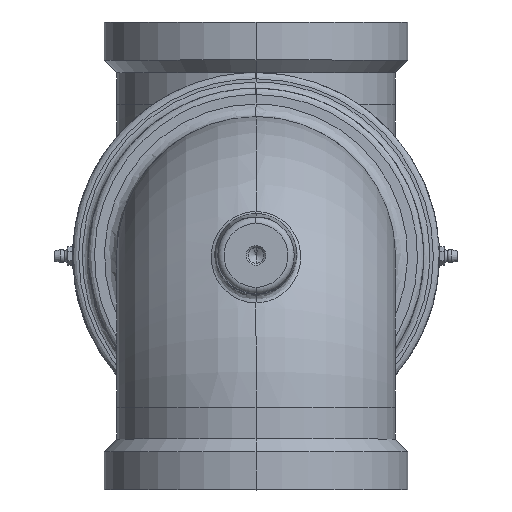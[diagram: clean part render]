
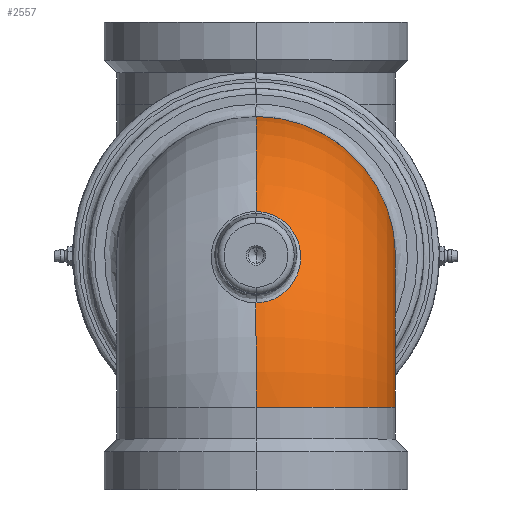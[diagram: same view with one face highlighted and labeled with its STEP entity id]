
A CAD part, top view. The second image highlights one B-rep face of the part: STEP entity #2557.
In plain terms, the highlighted toroidal (fillet/blend) face has major radius 76.2 mm and minor radius 69.85 mm.
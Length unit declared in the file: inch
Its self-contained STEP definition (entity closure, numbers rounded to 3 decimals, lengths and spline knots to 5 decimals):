
#37=CARTESIAN_POINT('',(0.,-3.,2.25));
#38=DIRECTION('',(-1.,0.,0.));
#39=DIRECTION('',(0.,0.673,0.74));
#40=AXIS2_PLACEMENT_3D('',#37,#38,#39);
#42=CARTESIAN_POINT('',(0.,-3.,5.25));
#43=DIRECTION('',(0.,1.,0.));
#44=DIRECTION('',(0.,0.,1.));
#45=AXIS2_PLACEMENT_3D('',#42,#43,#44);
#47=CARTESIAN_POINT('',(0.,-3.,2.25));
#48=DIRECTION('',(-1.,0.,0.));
#49=DIRECTION('',(0.,0.,1.));
#50=AXIS2_PLACEMENT_3D('',#47,#48,#49);
#52=CARTESIAN_POINT('',(0.,-0.93723,
7.61726));
#53=CARTESIAN_POINT('',(0.05008,-0.93722,7.61726));
#54=CARTESIAN_POINT('',(0.1503,-0.92867,7.61108));
#55=CARTESIAN_POINT('',(0.30241,-0.88787,7.58173));
#56=CARTESIAN_POINT('',(0.44984,-0.81753,7.53139));
#57=CARTESIAN_POINT('',(0.58854,-0.71557,7.4591));
#58=CARTESIAN_POINT('',(0.7111,-0.58114,7.36516));
#59=CARTESIAN_POINT('',(0.8084,-0.41664,7.25264));
#60=CARTESIAN_POINT('',(0.87095,-0.22824,7.12762));
#61=CARTESIAN_POINT('',(0.8915,-0.03203,7.00239));
#62=CARTESIAN_POINT('',(0.87125,0.15866,6.88604));
#63=CARTESIAN_POINT('',(0.81418,0.33616,6.78281));
#64=CARTESIAN_POINT('',(0.7257,0.49344,6.69562));
#65=CARTESIAN_POINT('',(0.61166,0.62643,6.6251));
#66=CARTESIAN_POINT('',(0.47658,0.73296,6.57075));
#67=CARTESIAN_POINT('',(0.32639,0.81034,6.53246));
#68=CARTESIAN_POINT('',(0.16537,0.8574,6.50966));
#69=CARTESIAN_POINT('',(0.0557,0.86787,6.50465));
#70=CARTESIAN_POINT('',(0.,0.86788,6.50464));
#97=CARTESIAN_POINT('',(0.,0.86788,6.50464));
#115=CARTESIAN_POINT('',(0.,-0.93723,
7.61726));
#147=CARTESIAN_POINT('',(0.,-3.,2.25));
#148=DIRECTION('',(-1.,0.,0.));
#149=DIRECTION('',(0.,0.,1.));
#150=AXIS2_PLACEMENT_3D('',#147,#148,#149);
#311=CARTESIAN_POINT('',(0.,0.,2.25));
#312=DIRECTION('',(0.,0.,-1.));
#313=DIRECTION('',(0.,1.,0.));
#314=AXIS2_PLACEMENT_3D('',#311,#312,#313);
#2255=CARTESIAN_POINT('',(0.,-3.,2.5));
#2256=CARTESIAN_POINT('',(0.,-3.,8.));
#2257=VERTEX_POINT('',#2255);
#2258=VERTEX_POINT('',#2256);
#2259=CARTESIAN_POINT('',(0.,-2.75,2.25));
#2260=CARTESIAN_POINT('',(0.,2.75,2.25));
#2261=VERTEX_POINT('',#2259);
#2262=VERTEX_POINT('',#2260);
#2363=VERTEX_POINT('',#97);
#2364=VERTEX_POINT('',#115);
#2539=CARTESIAN_POINT('',(0.,-3.,2.25));
#2540=DIRECTION('',(-1.,0.,0.));
#2541=DIRECTION('',(0.,0.,-1.));
#2542=AXIS2_PLACEMENT_3D('',#2539,#2540,#2541);
#2543=TOROIDAL_SURFACE('',#2542,3.,2.75);
#2545=ORIENTED_EDGE('',*,*,#2544,.T.);
#2547=ORIENTED_EDGE('',*,*,#2546,.T.);
#2549=ORIENTED_EDGE('',*,*,#2548,.T.);
#2551=ORIENTED_EDGE('',*,*,#2550,.F.);
#2552=ORIENTED_EDGE('',*,*,#2533,.F.);
#2554=ORIENTED_EDGE('',*,*,#2553,.T.);
#2555=EDGE_LOOP('',(#2545,#2547,#2549,#2551,#2552,#2554));
#2556=FACE_OUTER_BOUND('',#2555,.F.);
#2557=ADVANCED_FACE('',(#2556),#2543,.T.);
#41=CIRCLE('',#40,5.75);
#46=CIRCLE('',#45,2.75);
#51=CIRCLE('',#50,5.75);
#71=B_SPLINE_CURVE_WITH_KNOTS('',3,(#52,#53,#54,#55,#56,#57,#58,#59,#60,#61,#62,
#63,#64,#65,#66,#67,#68,#69,#70),.UNSPECIFIED.,.F.,.F.,(4,1,1,1,1,1,1,1,1,1,1,1,
1,1,1,1,4),(0.,0.0625,0.125,0.1875,0.25,0.3125,0.375,0.4375,
0.5,0.5625,0.625,0.6875,0.75,0.8125,0.875,0.9375,1.),
.UNSPECIFIED.);
#151=CIRCLE('',#150,0.25);
#315=CIRCLE('',#314,2.75);
#2533=EDGE_CURVE('',#2258,#2257,#46,.T.);
#2544=EDGE_CURVE('',#2364,#2363,#71,.T.);
#2546=EDGE_CURVE('',#2363,#2262,#41,.T.);
#2548=EDGE_CURVE('',#2262,#2261,#315,.T.);
#2550=EDGE_CURVE('',#2257,#2261,#151,.T.);
#2553=EDGE_CURVE('',#2258,#2364,#51,.T.);
